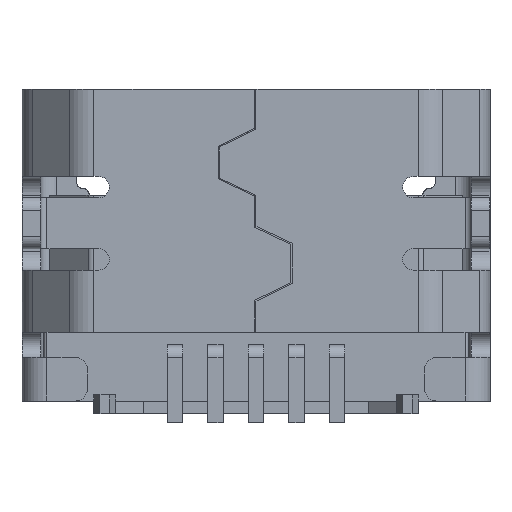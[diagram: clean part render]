
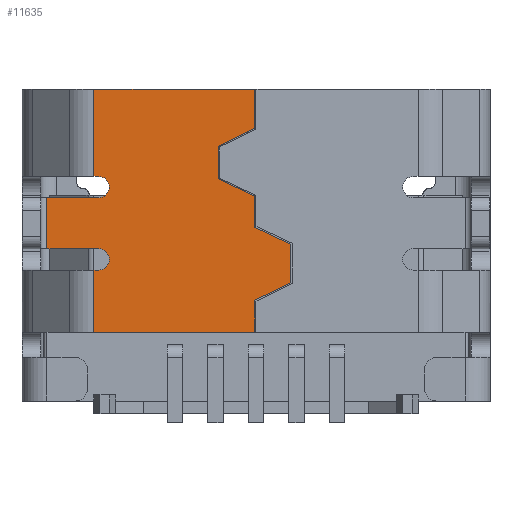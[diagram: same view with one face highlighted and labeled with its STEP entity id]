
A CAD part, front view. The second image highlights one B-rep face of the part: STEP entity #11635.
In plain terms, the highlighted planar face has unit normal (0, -1, 0).
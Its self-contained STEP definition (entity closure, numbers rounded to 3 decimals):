
#1=DIRECTION('',(1.,0.,0.));
#2=VECTOR('',#1,2.58);
#3=CARTESIAN_POINT('',(-2.6,-2.729,0.));
#4=LINE('',#3,#2);
#117=CARTESIAN_POINT('',(-2.52,-2.729,-2.73));
#118=DIRECTION('',(0.,-1.,0.));
#119=DIRECTION('',(0.,0.,-1.));
#120=AXIS2_PLACEMENT_3D('',#117,#118,#119);
#122=CARTESIAN_POINT('',(-2.52,-2.729,-1.57));
#123=DIRECTION('',(0.,-1.,0.));
#124=DIRECTION('',(0.,0.,-1.));
#125=AXIS2_PLACEMENT_3D('',#122,#123,#124);
#127=DIRECTION('',(1.,0.,0.));
#128=VECTOR('',#127,0.08);
#129=CARTESIAN_POINT('',(-2.6,-2.729,-1.4));
#130=LINE('',#129,#128);
#131=DIRECTION('',(0.,0.,-1.));
#132=VECTOR('',#131,1.4);
#133=CARTESIAN_POINT('',(-2.6,-2.729,0.));
#134=LINE('',#133,#132);
#135=DIRECTION('',(0.,0.,-1.));
#136=VECTOR('',#135,0.629);
#137=CARTESIAN_POINT('',(-0.02,-2.729,0.));
#138=LINE('',#137,#136);
#139=DIRECTION('',(-0.897,0.,-0.443));
#140=VECTOR('',#139,0.647);
#141=CARTESIAN_POINT('',(-0.02,-2.729,-0.629));
#142=LINE('',#141,#140);
#143=DIRECTION('',(0.,0.,-1.));
#144=VECTOR('',#143,0.525);
#145=CARTESIAN_POINT('',(-0.6,-2.729,-0.915));
#146=LINE('',#145,#144);
#147=DIRECTION('',(0.905,0.,-0.426));
#148=VECTOR('',#147,0.641);
#149=CARTESIAN_POINT('',(-0.6,-2.729,-1.441));
#150=LINE('',#149,#148);
#151=DIRECTION('',(0.,0.,-1.));
#152=VECTOR('',#151,0.5);
#153=CARTESIAN_POINT('',(-0.02,-2.729,-1.713));
#154=LINE('',#153,#152);
#155=DIRECTION('',(0.905,0.,-0.426));
#156=VECTOR('',#155,0.641);
#157=CARTESIAN_POINT('',(-0.02,-2.729,-2.213));
#158=LINE('',#157,#156);
#159=DIRECTION('',(0.,0.,-1.));
#160=VECTOR('',#159,0.615);
#161=CARTESIAN_POINT('',(0.56,-2.729,-2.486));
#162=LINE('',#161,#160);
#163=DIRECTION('',(-0.897,0.,-0.443));
#164=VECTOR('',#163,0.647);
#165=CARTESIAN_POINT('',(0.56,-2.729,-3.101));
#166=LINE('',#165,#164);
#167=DIRECTION('',(0.,0.,1.));
#168=VECTOR('',#167,0.512);
#169=CARTESIAN_POINT('',(-0.02,-2.729,-3.9));
#170=LINE('',#169,#168);
#171=DIRECTION('',(1.,0.,0.));
#172=VECTOR('',#171,2.58);
#173=CARTESIAN_POINT('',(-2.6,-2.729,-3.9));
#174=LINE('',#173,#172);
#175=DIRECTION('',(0.,0.,-1.));
#176=VECTOR('',#175,1.);
#177=CARTESIAN_POINT('',(-2.6,-2.729,-2.9));
#178=LINE('',#177,#176);
#179=DIRECTION('',(1.,0.,0.));
#180=VECTOR('',#179,0.08);
#181=CARTESIAN_POINT('',(-2.6,-2.729,-2.9));
#182=LINE('',#181,#180);
#684=DIRECTION('',(-1.,0.,0.));
#685=VECTOR('',#684,0.83);
#686=CARTESIAN_POINT('',(-2.52,-2.729,-2.56));
#687=LINE('',#686,#685);
#776=DIRECTION('',(-1.,0.,0.));
#777=VECTOR('',#776,0.83);
#778=CARTESIAN_POINT('',(-2.52,-2.729,-1.74));
#779=LINE('',#778,#777);
#815=DIRECTION('',(0.,0.,-1.));
#816=VECTOR('',#815,0.82);
#817=CARTESIAN_POINT('',(-3.35,-2.729,-1.74));
#818=LINE('',#817,#816);
#8771=CARTESIAN_POINT('',(-2.6,-2.729,0.));
#8772=VERTEX_POINT('',#8771);
#8865=CARTESIAN_POINT('',(-2.6,-2.729,-1.4));
#8866=VERTEX_POINT('',#8865);
#8867=CARTESIAN_POINT('',(-2.6,-2.729,-2.9));
#8868=VERTEX_POINT('',#8867);
#8881=CARTESIAN_POINT('',(-3.35,-2.729,-1.74));
#8883=VERTEX_POINT('',#8881);
#8897=CARTESIAN_POINT('',(-3.35,-2.729,-2.56));
#8899=VERTEX_POINT('',#8897);
#8922=CARTESIAN_POINT('',(-2.6,-2.729,-3.9));
#8924=VERTEX_POINT('',#8922);
#9429=CARTESIAN_POINT('',(-0.02,-2.729,0.));
#9430=CARTESIAN_POINT('',(-0.02,-2.729,-0.629));
#9431=VERTEX_POINT('',#9429);
#9432=VERTEX_POINT('',#9430);
#9433=CARTESIAN_POINT('',(-0.6,-2.729,-0.915));
#9434=VERTEX_POINT('',#9433);
#9435=CARTESIAN_POINT('',(-0.6,-2.729,-1.441));
#9436=VERTEX_POINT('',#9435);
#9437=CARTESIAN_POINT('',(-0.02,-2.729,-1.713));
#9438=VERTEX_POINT('',#9437);
#9439=CARTESIAN_POINT('',(-0.02,-2.729,-2.213));
#9440=VERTEX_POINT('',#9439);
#9441=CARTESIAN_POINT('',(0.56,-2.729,-2.486));
#9442=VERTEX_POINT('',#9441);
#9443=CARTESIAN_POINT('',(0.56,-2.729,-3.101));
#9444=VERTEX_POINT('',#9443);
#9445=CARTESIAN_POINT('',(-0.02,-2.729,-3.388));
#9446=VERTEX_POINT('',#9445);
#9447=CARTESIAN_POINT('',(-0.02,-2.729,-3.9));
#9448=VERTEX_POINT('',#9447);
#9530=CARTESIAN_POINT('',(-2.52,-2.729,-2.9));
#9532=VERTEX_POINT('',#9530);
#9534=CARTESIAN_POINT('',(-2.52,-2.729,-2.56));
#9536=VERTEX_POINT('',#9534);
#9553=CARTESIAN_POINT('',(-2.52,-2.729,-1.74));
#9555=VERTEX_POINT('',#9553);
#9557=CARTESIAN_POINT('',(-2.52,-2.729,-1.4));
#9559=VERTEX_POINT('',#9557);
#11589=CARTESIAN_POINT('',(-2.6,-2.729,0.));
#11590=DIRECTION('',(0.,-1.,0.));
#11591=DIRECTION('',(1.,0.,0.));
#11592=AXIS2_PLACEMENT_3D('',#11589,#11590,#11591);
#11593=PLANE('',#11592);
#11595=ORIENTED_EDGE('',*,*,#11594,.T.);
#11597=ORIENTED_EDGE('',*,*,#11596,.T.);
#11599=ORIENTED_EDGE('',*,*,#11598,.F.);
#11601=ORIENTED_EDGE('',*,*,#11600,.F.);
#11603=ORIENTED_EDGE('',*,*,#11602,.T.);
#11605=ORIENTED_EDGE('',*,*,#11604,.F.);
#11607=ORIENTED_EDGE('',*,*,#11606,.F.);
#11608=ORIENTED_EDGE('',*,*,#11530,.T.);
#11610=ORIENTED_EDGE('',*,*,#11609,.T.);
#11612=ORIENTED_EDGE('',*,*,#11611,.T.);
#11614=ORIENTED_EDGE('',*,*,#11613,.T.);
#11616=ORIENTED_EDGE('',*,*,#11615,.T.);
#11618=ORIENTED_EDGE('',*,*,#11617,.T.);
#11620=ORIENTED_EDGE('',*,*,#11619,.T.);
#11622=ORIENTED_EDGE('',*,*,#11621,.T.);
#11624=ORIENTED_EDGE('',*,*,#11623,.T.);
#11626=ORIENTED_EDGE('',*,*,#11625,.F.);
#11628=ORIENTED_EDGE('',*,*,#11627,.F.);
#11630=ORIENTED_EDGE('',*,*,#11629,.F.);
#11632=ORIENTED_EDGE('',*,*,#11631,.T.);
#11633=EDGE_LOOP('',(#11595,#11597,#11599,#11601,#11603,#11605,#11607,#11608,
#11610,#11612,#11614,#11616,#11618,#11620,#11622,#11624,#11626,#11628,#11630,
#11632));
#11634=FACE_OUTER_BOUND('',#11633,.F.);
#121=CIRCLE('',#120,0.17);
#126=CIRCLE('',#125,0.17);
#11530=EDGE_CURVE('',#8772,#9431,#4,.T.);
#11594=EDGE_CURVE('',#9532,#9536,#121,.T.);
#11596=EDGE_CURVE('',#9536,#8899,#687,.T.);
#11598=EDGE_CURVE('',#8883,#8899,#818,.T.);
#11600=EDGE_CURVE('',#9555,#8883,#779,.T.);
#11602=EDGE_CURVE('',#9555,#9559,#126,.T.);
#11604=EDGE_CURVE('',#8866,#9559,#130,.T.);
#11606=EDGE_CURVE('',#8772,#8866,#134,.T.);
#11609=EDGE_CURVE('',#9431,#9432,#138,.T.);
#11611=EDGE_CURVE('',#9432,#9434,#142,.T.);
#11613=EDGE_CURVE('',#9434,#9436,#146,.T.);
#11615=EDGE_CURVE('',#9436,#9438,#150,.T.);
#11617=EDGE_CURVE('',#9438,#9440,#154,.T.);
#11619=EDGE_CURVE('',#9440,#9442,#158,.T.);
#11621=EDGE_CURVE('',#9442,#9444,#162,.T.);
#11623=EDGE_CURVE('',#9444,#9446,#166,.T.);
#11625=EDGE_CURVE('',#9448,#9446,#170,.T.);
#11627=EDGE_CURVE('',#8924,#9448,#174,.T.);
#11629=EDGE_CURVE('',#8868,#8924,#178,.T.);
#11631=EDGE_CURVE('',#8868,#9532,#182,.T.);
#11635=ADVANCED_FACE('',(#11634),#11593,.T.);
